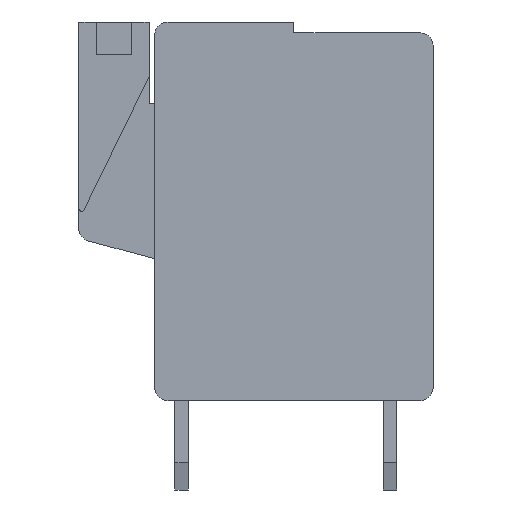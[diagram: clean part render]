
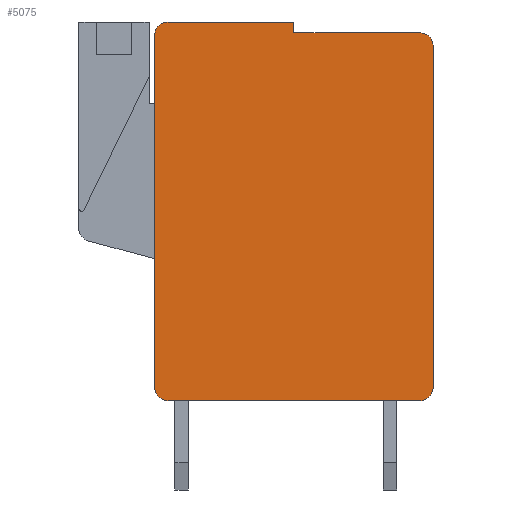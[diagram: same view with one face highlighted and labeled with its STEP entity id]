
A CAD part, left-side view. The second image highlights one B-rep face of the part: STEP entity #5075.
In plain terms, the highlighted planar face has unit normal (-1, 0, 0).
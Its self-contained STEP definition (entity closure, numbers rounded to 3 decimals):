
#107=CIRCLE('',#5395,0.5);
#109=CIRCLE('',#5399,0.5);
#110=CIRCLE('',#5401,0.5);
#111=CIRCLE('',#5404,0.5);
#1328=ORIENTED_EDGE('',*,*,#2165,.F.);
#1329=ORIENTED_EDGE('',*,*,#2162,.F.);
#1330=ORIENTED_EDGE('',*,*,#2156,.F.);
#1331=ORIENTED_EDGE('',*,*,#2178,.F.);
#1332=ORIENTED_EDGE('',*,*,#2167,.F.);
#1333=ORIENTED_EDGE('',*,*,#2180,.F.);
#1334=ORIENTED_EDGE('',*,*,#2175,.F.);
#1335=ORIENTED_EDGE('',*,*,#2171,.F.);
#1336=ORIENTED_EDGE('',*,*,#2173,.F.);
#1337=ORIENTED_EDGE('',*,*,#2181,.F.);
#2156=EDGE_CURVE('',#2684,#2685,#107,.T.);
#2162=EDGE_CURVE('',#2685,#2689,#3308,.T.);
#2165=EDGE_CURVE('',#2689,#2691,#109,.T.);
#2167=EDGE_CURVE('',#2692,#2693,#110,.T.);
#2171=EDGE_CURVE('',#2694,#2695,#3314,.T.);
#2173=EDGE_CURVE('',#2696,#2694,#111,.T.);
#2175=EDGE_CURVE('',#2695,#2697,#3317,.T.);
#2178=EDGE_CURVE('',#2693,#2684,#3320,.T.);
#2180=EDGE_CURVE('',#2697,#2692,#3322,.T.);
#2181=EDGE_CURVE('',#2691,#2696,#3323,.T.);
#2684=VERTEX_POINT('',#7971);
#2685=VERTEX_POINT('',#7973);
#2689=VERTEX_POINT('',#7984);
#2691=VERTEX_POINT('',#7990);
#2692=VERTEX_POINT('',#7994);
#2693=VERTEX_POINT('',#7995);
#2694=VERTEX_POINT('',#8000);
#2695=VERTEX_POINT('',#8002);
#2696=VERTEX_POINT('',#8006);
#2697=VERTEX_POINT('',#8010);
#3308=LINE('',#7983,#3966);
#3314=LINE('',#8001,#3972);
#3317=LINE('',#8009,#3975);
#3320=LINE('',#8015,#3978);
#3322=LINE('',#8018,#3980);
#3323=LINE('',#8020,#3981);
#3966=VECTOR('',#6535,1000.);
#3972=VECTOR('',#6553,1000.);
#3975=VECTOR('',#6562,1000.);
#3978=VECTOR('',#6567,1000.);
#3980=VECTOR('',#6571,1000.);
#3981=VECTOR('',#6574,1000.);
#4309=EDGE_LOOP('',(#1328,#1329,#1330,#1331,#1332,#1333,#1334,#1335,#1336,
#1337));
#4585=FACE_BOUND('',#4309,.T.);
#4817=PLANE('',#5408);
#5075=ADVANCED_FACE('',(#4585),#4817,.F.);
#5395=AXIS2_PLACEMENT_3D('',#7972,#6526,#6527);
#5399=AXIS2_PLACEMENT_3D('',#7989,#6541,#6542);
#5401=AXIS2_PLACEMENT_3D('',#7993,#6546,#6547);
#5404=AXIS2_PLACEMENT_3D('',#8005,#6557,#6558);
#5408=AXIS2_PLACEMENT_3D('',#8019,#6572,#6573);
#6526=DIRECTION('',(1.,0.,0.));
#6527=DIRECTION('',(0.,1.,0.));
#6535=DIRECTION('',(0.,1.,0.));
#6541=DIRECTION('',(1.,0.,0.));
#6542=DIRECTION('',(0.,-1.,0.));
#6546=DIRECTION('',(1.,0.,0.));
#6547=DIRECTION('',(0.,1.,0.));
#6553=DIRECTION('',(0.,-1.,0.));
#6557=DIRECTION('',(1.,0.,0.));
#6558=DIRECTION('',(0.,1.,0.));
#6562=DIRECTION('',(0.,0.,-1.));
#6567=DIRECTION('',(0.,0.,-1.));
#6571=DIRECTION('',(0.,-1.,0.));
#6572=DIRECTION('',(1.,0.,0.));
#6573=DIRECTION('',(0.,1.,0.));
#6574=DIRECTION('',(0.,0.,1.));
#7971=CARTESIAN_POINT('',(0.,-10.3,0.5));
#7972=CARTESIAN_POINT('',(0.,-9.8,0.5));
#7973=CARTESIAN_POINT('',(0.,-9.8,0.));
#7983=CARTESIAN_POINT('',(0.,-9.8,0.));
#7984=CARTESIAN_POINT('',(0.,-0.5,0.));
#7989=CARTESIAN_POINT('',(0.,-0.5,0.5));
#7990=CARTESIAN_POINT('',(0.,0.,0.5));
#7993=CARTESIAN_POINT('',(0.,-9.8,13.1));
#7994=CARTESIAN_POINT('',(0.,-9.8,13.6));
#7995=CARTESIAN_POINT('',(0.,-10.3,13.1));
#8000=CARTESIAN_POINT('',(0.,-0.5,14.));
#8001=CARTESIAN_POINT('',(0.,-0.5,14.));
#8002=CARTESIAN_POINT('',(0.,-5.15,14.));
#8005=CARTESIAN_POINT('',(0.,-0.5,13.5));
#8006=CARTESIAN_POINT('',(0.,0.,13.5));
#8009=CARTESIAN_POINT('',(0.,-5.15,14.));
#8010=CARTESIAN_POINT('',(0.,-5.15,13.6));
#8015=CARTESIAN_POINT('',(0.,-10.3,13.1));
#8018=CARTESIAN_POINT('',(0.,-5.15,13.6));
#8019=CARTESIAN_POINT('',(0.,-9.8,13.1));
#8020=CARTESIAN_POINT('',(0.,0.,0.5));
